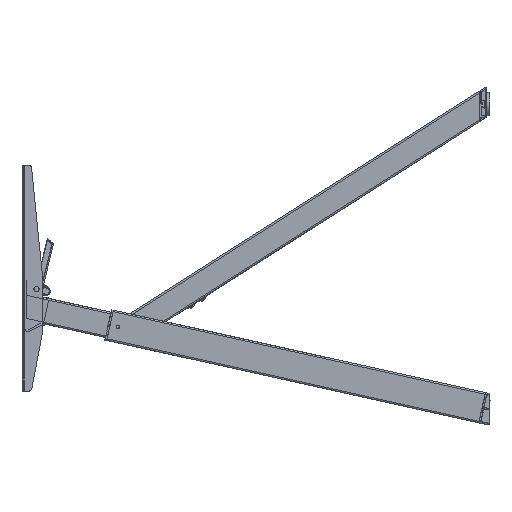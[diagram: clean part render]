
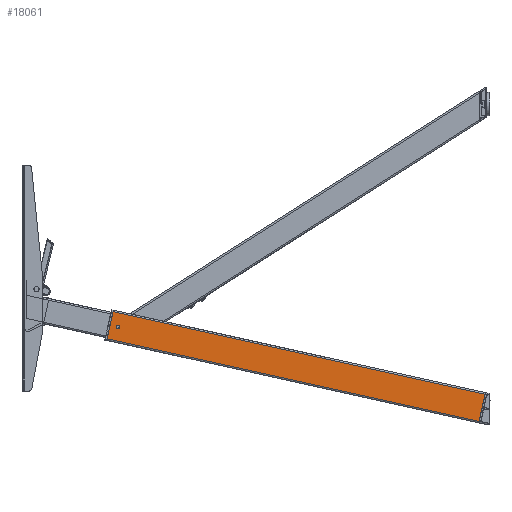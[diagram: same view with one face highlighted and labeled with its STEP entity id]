
A CAD part, left-side view. The second image highlights one B-rep face of the part: STEP entity #18061.
In plain terms, the highlighted planar face has unit normal (-1, 0, 0).
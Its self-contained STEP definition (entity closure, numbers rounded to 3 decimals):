
#924 = DIRECTION ( 'NONE',  ( 0., -0.976, -0.216 ) ) ;
#1143 = DIRECTION ( 'NONE',  ( 0., 0.216, -0.976 ) ) ;
#1147 = DIRECTION ( 'NONE',  ( 0., 0.216, -0.976 ) ) ;
#1502 = CARTESIAN_POINT ( 'NONE',  ( -433.5, 583.764, 48.69 ) ) ;
#2904 = VERTEX_POINT ( 'NONE', #9193 ) ;
#5431 = LINE ( 'NONE', #1502, #7253 ) ;
#5640 = DIRECTION ( 'NONE',  ( 0., -0.216, 0.976 ) ) ;
#6274 = EDGE_CURVE ( 'NONE', #10012, #2904, #46003, .T. ) ;
#6983 = ORIENTED_EDGE ( 'NONE', *, *, #32569, .F. ) ;
#7253 = VECTOR ( 'NONE', #924, 1000. ) ;
#8329 = EDGE_LOOP ( 'NONE', ( #8405, #32809, #6983, #32257 ) ) ;
#8405 = ORIENTED_EDGE ( 'NONE', *, *, #8664, .T. ) ;
#8664 = EDGE_CURVE ( 'NONE', #2904, #48797, #48819, .T. ) ;
#8779 = CARTESIAN_POINT ( 'NONE',  ( -433.5, 17.056, -120.99 ) ) ;
#9193 = CARTESIAN_POINT ( 'NONE',  ( -433.5, 17.056, -120.99 ) ) ;
#10012 = VERTEX_POINT ( 'NONE', #47586 ) ;
#13505 = ORIENTED_EDGE ( 'NONE', *, *, #26966, .T. ) ;
#13855 = CARTESIAN_POINT ( 'NONE',  ( -433.5, 593.071, 6.709 ) ) ;
#14277 = DIRECTION ( 'NONE',  ( 0., 0.216, -0.976 ) ) ;
#14662 = CIRCLE ( 'NONE', #55904, 2.65 ) ;
#14727 = EDGE_LOOP ( 'NONE', ( #18127, #13505 ) ) ;
#15272 = EDGE_CURVE ( 'NONE', #29966, #53268, #46426, .T. ) ;
#18061 = ADVANCED_FACE ( 'NONE', ( #31962, #36791 ), #32583, .F. ) ;
#18127 = ORIENTED_EDGE ( 'NONE', *, *, #15272, .T. ) ;
#23647 = CARTESIAN_POINT ( 'NONE',  ( -433.5, 576.213, 24.994 ) ) ;
#23944 = CARTESIAN_POINT ( 'NONE',  ( -433.5, 576.213, 24.994 ) ) ;
#26966 = EDGE_CURVE ( 'NONE', #53268, #29966, #14662, .T. ) ;
#28728 = CARTESIAN_POINT ( 'NONE',  ( -433.5, 583.764, 48.69 ) ) ;
#29898 = VERTEX_POINT ( 'NONE', #28728 ) ;
#29966 = VERTEX_POINT ( 'NONE', #35598 ) ;
#31373 = CARTESIAN_POINT ( 'NONE',  ( -433.5, 7.749, -79.01 ) ) ;
#31962 = FACE_BOUND ( 'NONE', #14727, .T. ) ;
#32257 = ORIENTED_EDGE ( 'NONE', *, *, #6274, .T. ) ;
#32283 = DIRECTION ( 'NONE',  ( 1., 0., 0. ) ) ;
#32569 = EDGE_CURVE ( 'NONE', #10012, #29898, #51274, .T. ) ;
#32583 = PLANE ( 'NONE',  #58951 ) ;
#32809 = ORIENTED_EDGE ( 'NONE', *, *, #56342, .F. ) ;
#35598 = CARTESIAN_POINT ( 'NONE',  ( -433.5, 576.787, 22.407 ) ) ;
#36791 = FACE_OUTER_BOUND ( 'NONE', #8329, .T. ) ;
#37567 = DIRECTION ( 'NONE',  ( 0., -0.976, -0.216 ) ) ;
#38890 = VECTOR ( 'NONE', #37567, 1000. ) ;
#39666 = AXIS2_PLACEMENT_3D ( 'NONE', #23647, #42272, #1143 ) ;
#41291 = CARTESIAN_POINT ( 'NONE',  ( -433.5, 593.071, 6.709 ) ) ;
#42244 = CARTESIAN_POINT ( 'NONE',  ( -433.5, 593.071, 6.709 ) ) ;
#42272 = DIRECTION ( 'NONE',  ( 1., 0., 0. ) ) ;
#42275 = DIRECTION ( 'NONE',  ( 1., 0., 0. ) ) ;
#45125 = DIRECTION ( 'NONE',  ( 0., -0.216, 0.976 ) ) ;
#46003 = LINE ( 'NONE', #13855, #38890 ) ;
#46426 = CIRCLE ( 'NONE', #39666, 2.65 ) ;
#47586 = CARTESIAN_POINT ( 'NONE',  ( -433.5, 593.071, 6.709 ) ) ;
#48797 = VERTEX_POINT ( 'NONE', #31373 ) ;
#48819 = LINE ( 'NONE', #8779, #57293 ) ;
#51274 = LINE ( 'NONE', #42244, #56252 ) ;
#53268 = VERTEX_POINT ( 'NONE', #53517 ) ;
#53517 = CARTESIAN_POINT ( 'NONE',  ( -433.5, 575.64, 27.581 ) ) ;
#55904 = AXIS2_PLACEMENT_3D ( 'NONE', #23944, #42275, #1147 ) ;
#56252 = VECTOR ( 'NONE', #5640, 1000. ) ;
#56342 = EDGE_CURVE ( 'NONE', #29898, #48797, #5431, .T. ) ;
#57293 = VECTOR ( 'NONE', #45125, 1000. ) ;
#58951 = AXIS2_PLACEMENT_3D ( 'NONE', #41291, #32283, #14277 ) ;
